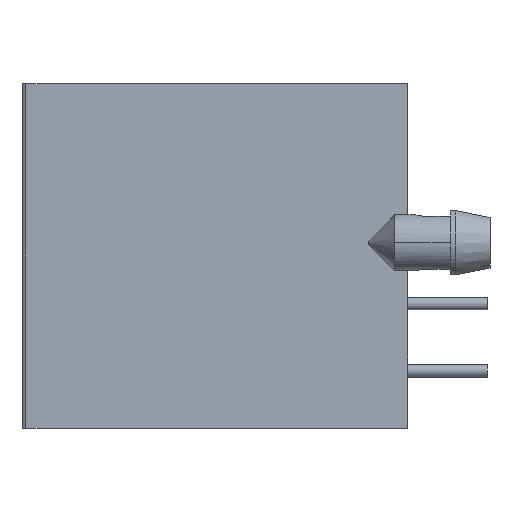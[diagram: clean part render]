
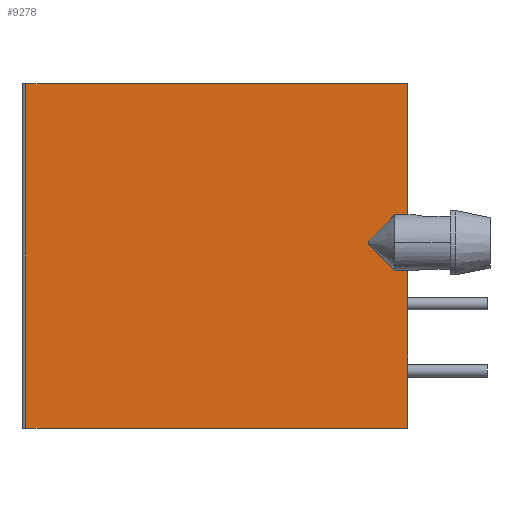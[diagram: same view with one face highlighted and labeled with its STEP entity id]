
A CAD part, left-side view. The second image highlights one B-rep face of the part: STEP entity #9278.
In plain terms, the highlighted planar face has unit normal (-1, 0, 0).
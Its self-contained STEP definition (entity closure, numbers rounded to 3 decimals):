
#106=DIRECTION('',(0.,-1.,0.));
#107=VECTOR('',#106,14.4);
#108=CARTESIAN_POINT('',(-7.5,14.4,0.));
#109=LINE('',#108,#107);
#669=DIRECTION('',(0.,-1.,0.));
#670=VECTOR('',#669,14.4);
#671=CARTESIAN_POINT('',(-7.5,14.4,-13.));
#672=LINE('',#671,#670);
#3167=DIRECTION('',(0.,0.,-1.));
#3168=VECTOR('',#3167,5.95);
#3169=CARTESIAN_POINT('',(-7.5,0.,-7.05));
#3170=LINE('',#3169,#3168);
#3181=DIRECTION('',(0.,0.,-1.));
#3182=VECTOR('',#3181,4.95);
#3183=CARTESIAN_POINT('',(-7.5,0.,0.));
#3184=LINE('',#3183,#3182);
#3203=DIRECTION('',(0.,0.,-1.));
#3204=VECTOR('',#3203,13.);
#3205=CARTESIAN_POINT('',(-7.5,14.4,0.));
#3206=LINE('',#3205,#3204);
#3207=DIRECTION('',(0.,-1.,0.));
#3208=VECTOR('',#3207,0.5);
#3209=CARTESIAN_POINT('',(-7.5,0.5,-4.95));
#3210=LINE('',#3209,#3208);
#3211=DIRECTION('',(0.,0.,1.));
#3212=VECTOR('',#3211,0.1);
#3213=CARTESIAN_POINT('',(-7.5,1.5,-6.05));
#3214=LINE('',#3213,#3212);
#3215=DIRECTION('',(0.,-1.,0.));
#3216=VECTOR('',#3215,0.5);
#3217=CARTESIAN_POINT('',(-7.5,0.5,-7.05));
#3218=LINE('',#3217,#3216);
#3613=DIRECTION('',(0.,0.707,0.707));
#3614=VECTOR('',#3613,1.414);
#3615=CARTESIAN_POINT('',(-7.5,0.5,-7.05));
#3616=LINE('',#3615,#3614);
#3622=DIRECTION('',(0.,-0.707,0.707));
#3623=VECTOR('',#3622,1.414);
#3624=CARTESIAN_POINT('',(-7.5,1.5,-5.95));
#3625=LINE('',#3624,#3623);
#4241=CARTESIAN_POINT('',(-7.5,0.,0.));
#4243=VERTEX_POINT('',#4241);
#4500=CARTESIAN_POINT('',(-7.5,0.,-4.95));
#4502=VERTEX_POINT('',#4500);
#4503=CARTESIAN_POINT('',(-7.5,0.,-7.05));
#4504=VERTEX_POINT('',#4503);
#4823=CARTESIAN_POINT('',(-7.5,0.,-13.));
#4824=VERTEX_POINT('',#4823);
#4850=CARTESIAN_POINT('',(-7.5,0.5,-4.95));
#4852=VERTEX_POINT('',#4850);
#4853=CARTESIAN_POINT('',(-7.5,0.5,-7.05));
#4854=VERTEX_POINT('',#4853);
#4855=CARTESIAN_POINT('',(-7.5,1.5,-6.05));
#4856=CARTESIAN_POINT('',(-7.5,1.5,-5.95));
#4857=VERTEX_POINT('',#4855);
#4858=VERTEX_POINT('',#4856);
#5363=CARTESIAN_POINT('',(-7.5,14.4,-13.));
#5365=VERTEX_POINT('',#5363);
#5369=CARTESIAN_POINT('',(-7.5,14.4,0.));
#5370=VERTEX_POINT('',#5369);
#9255=CARTESIAN_POINT('',(-7.5,14.55,0.));
#9256=DIRECTION('',(-1.,0.,0.));
#9257=DIRECTION('',(0.,-1.,0.));
#9258=AXIS2_PLACEMENT_3D('',#9255,#9256,#9257);
#9259=PLANE('',#9258);
#9261=ORIENTED_EDGE('',*,*,#9260,.F.);
#9262=ORIENTED_EDGE('',*,*,#5382,.T.);
#9263=ORIENTED_EDGE('',*,*,#9236,.T.);
#9265=ORIENTED_EDGE('',*,*,#9264,.F.);
#9267=ORIENTED_EDGE('',*,*,#9266,.F.);
#9269=ORIENTED_EDGE('',*,*,#9268,.F.);
#9271=ORIENTED_EDGE('',*,*,#9270,.F.);
#9273=ORIENTED_EDGE('',*,*,#9272,.T.);
#9274=ORIENTED_EDGE('',*,*,#9230,.T.);
#9275=ORIENTED_EDGE('',*,*,#6006,.F.);
#9276=EDGE_LOOP('',(#9261,#9262,#9263,#9265,#9267,#9269,#9271,#9273,#9274,
#9275));
#9277=FACE_OUTER_BOUND('',#9276,.F.);
#5382=EDGE_CURVE('',#5370,#4243,#109,.T.);
#6006=EDGE_CURVE('',#5365,#4824,#672,.T.);
#9230=EDGE_CURVE('',#4504,#4824,#3170,.T.);
#9236=EDGE_CURVE('',#4243,#4502,#3184,.T.);
#9260=EDGE_CURVE('',#5370,#5365,#3206,.T.);
#9264=EDGE_CURVE('',#4852,#4502,#3210,.T.);
#9266=EDGE_CURVE('',#4858,#4852,#3625,.T.);
#9268=EDGE_CURVE('',#4857,#4858,#3214,.T.);
#9270=EDGE_CURVE('',#4854,#4857,#3616,.T.);
#9272=EDGE_CURVE('',#4854,#4504,#3218,.T.);
#9278=ADVANCED_FACE('',(#9277),#9259,.T.);
